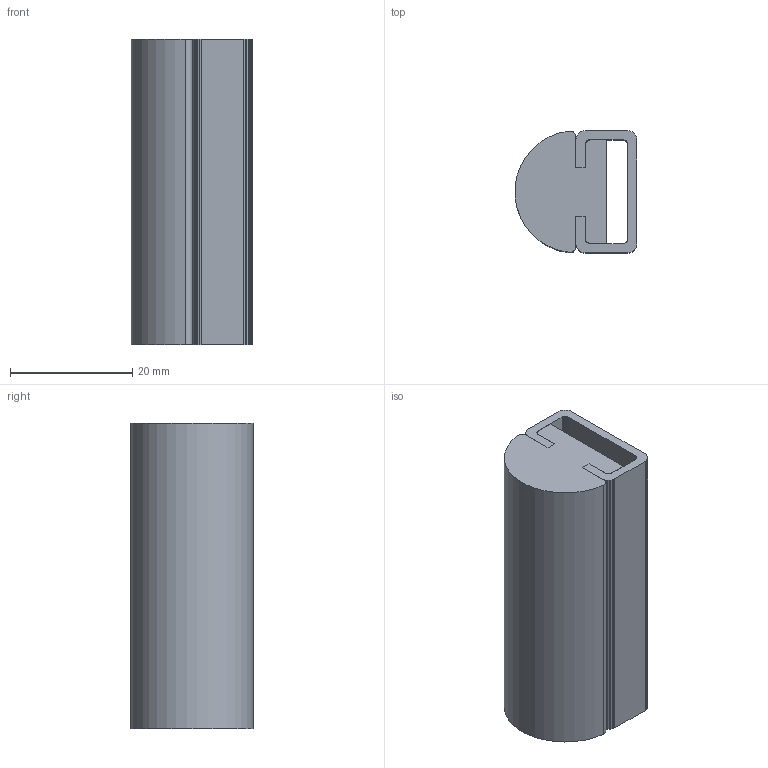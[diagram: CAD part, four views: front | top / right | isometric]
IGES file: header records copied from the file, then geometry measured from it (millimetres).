
Global section: file name: No Iges File Name specified; native system: AutoDesk Inventor R10; preprocessor: AutoDesk Inventor Iges Exporter R10; author: No Author specified; organization: No Organization specified; date: 20060412.122219; units: millimetre
Bounding box: 19.96 x 20 x 50 mm (x, y, z)
Volume: 14758.4 mm3; surface area: 9025.5 mm2
Topology: 2 solids, 2 shells, 102 faces, 294 edges, 196 vertices
Faces by surface type: plane 97, cylinder 5
